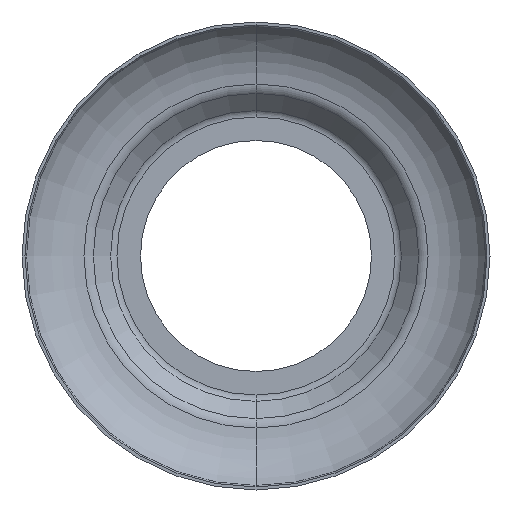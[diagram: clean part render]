
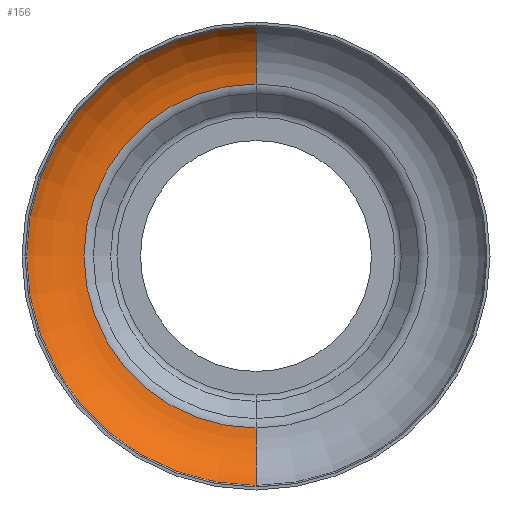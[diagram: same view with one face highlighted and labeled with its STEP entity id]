
A CAD part, front view. The second image highlights one B-rep face of the part: STEP entity #156.
In plain terms, the highlighted toroidal (fillet/blend) face has major radius 27.628 mm and minor radius 12.692 mm.
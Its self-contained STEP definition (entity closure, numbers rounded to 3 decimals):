
#27 = EDGE_CURVE ( 'NONE', #342, #96, #359, .T. ) ;
#45 = DIRECTION ( 'NONE',  ( 0., 0., -1. ) ) ;
#53 = CARTESIAN_POINT ( 'NONE',  ( 0., 1.313, 0. ) ) ;
#96 = VERTEX_POINT ( 'NONE', #351 ) ;
#105 = CARTESIAN_POINT ( 'NONE',  ( 0., 1.313, 27.628 ) ) ;
#134 = CARTESIAN_POINT ( 'NONE',  ( 0., 13.962, 0. ) ) ;
#137 = DIRECTION ( 'NONE',  ( 0., 0., -1. ) ) ;
#156 = ADVANCED_FACE ( 'NONE', ( #603 ), #161, .F. ) ;
#160 = VERTEX_POINT ( 'NONE', #366 ) ;
#161 = TOROIDAL_SURFACE ( 'NONE', #307, 27.628, 12.692 ) ;
#177 = DIRECTION ( 'NONE',  ( 0., -1., 0. ) ) ;
#200 = EDGE_CURVE ( 'NONE', #777, #160, #477, .T. ) ;
#201 = DIRECTION ( 'NONE',  ( 0., -1., 0. ) ) ;
#208 = AXIS2_PLACEMENT_3D ( 'NONE', #134, #201, #137 ) ;
#243 = CARTESIAN_POINT ( 'NONE',  ( 0., 8.251, 0. ) ) ;
#251 = DIRECTION ( 'NONE',  ( 0., -1., 0. ) ) ;
#307 = AXIS2_PLACEMENT_3D ( 'NONE', #53, #251, #680 ) ;
#314 = CARTESIAN_POINT ( 'NONE',  ( 0., 13.962, -28.669 ) ) ;
#321 = AXIS2_PLACEMENT_3D ( 'NONE', #243, #177, #490 ) ;
#342 = VERTEX_POINT ( 'NONE', #314 ) ;
#351 = CARTESIAN_POINT ( 'NONE',  ( 0., 8.251, -38.256 ) ) ;
#356 = DIRECTION ( 'NONE',  ( -1., 0., 0. ) ) ;
#359 = CIRCLE ( 'NONE', #540, 12.692 ) ;
#364 = ORIENTED_EDGE ( 'NONE', *, *, #635, .T. ) ;
#366 = CARTESIAN_POINT ( 'NONE',  ( 0., 8.251, 38.256 ) ) ;
#372 = CIRCLE ( 'NONE', #321, 38.256 ) ;
#375 = EDGE_LOOP ( 'NONE', ( #678, #563, #364, #593 ) ) ;
#378 = EDGE_CURVE ( 'NONE', #777, #342, #535, .T. ) ;
#417 = CARTESIAN_POINT ( 'NONE',  ( 0., 1.313, -27.628 ) ) ;
#421 = DIRECTION ( 'NONE',  ( 0., 0., 1. ) ) ;
#477 = CIRCLE ( 'NONE', #641, 12.692 ) ;
#490 = DIRECTION ( 'NONE',  ( 0., 0., -1. ) ) ;
#535 = CIRCLE ( 'NONE', #208, 28.669 ) ;
#540 = AXIS2_PLACEMENT_3D ( 'NONE', #417, #356, #421 ) ;
#563 = ORIENTED_EDGE ( 'NONE', *, *, #200, .T. ) ;
#593 = ORIENTED_EDGE ( 'NONE', *, *, #27, .F. ) ;
#603 = FACE_OUTER_BOUND ( 'NONE', #375, .T. ) ;
#635 = EDGE_CURVE ( 'NONE', #160, #96, #372, .T. ) ;
#641 = AXIS2_PLACEMENT_3D ( 'NONE', #105, #793, #45 ) ;
#678 = ORIENTED_EDGE ( 'NONE', *, *, #378, .F. ) ;
#680 = DIRECTION ( 'NONE',  ( 0., 0., -1. ) ) ;
#714 = CARTESIAN_POINT ( 'NONE',  ( 0., 13.962, 28.669 ) ) ;
#777 = VERTEX_POINT ( 'NONE', #714 ) ;
#793 = DIRECTION ( 'NONE',  ( 1., 0., 0. ) ) ;
